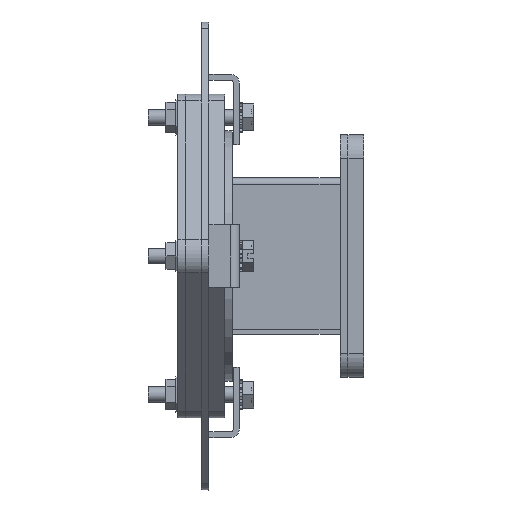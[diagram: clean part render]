
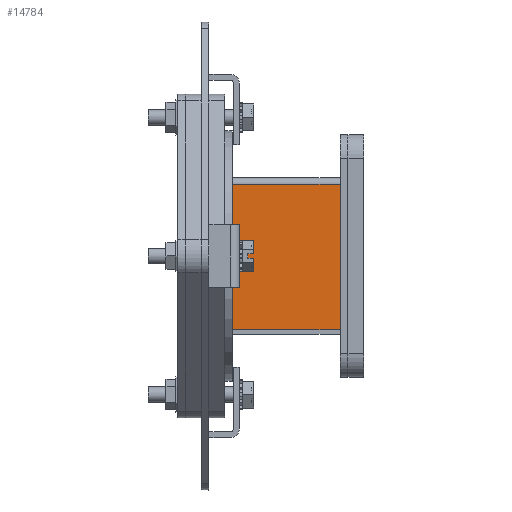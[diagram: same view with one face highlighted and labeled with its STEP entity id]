
A CAD part, left-side view. The second image highlights one B-rep face of the part: STEP entity #14784.
In plain terms, the highlighted planar face has unit normal (-1, 0, 0).
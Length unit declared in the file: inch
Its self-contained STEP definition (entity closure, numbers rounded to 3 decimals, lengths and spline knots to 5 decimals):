
#311 = VERTEX_POINT ( 'NONE', #4923 ) ;
#1594 = CARTESIAN_POINT ( 'NONE',  ( -1.25, -0.859, 1.25 ) ) ;
#1729 = VECTOR ( 'NONE', #8862, 39.37008 ) ;
#1879 = VERTEX_POINT ( 'NONE', #9235 ) ;
#2219 = ORIENTED_EDGE ( 'NONE', *, *, #18700, .F. ) ;
#2952 = VECTOR ( 'NONE', #4202, 39.37008 ) ;
#4202 = DIRECTION ( 'NONE',  ( 0., 0., -1. ) ) ;
#4308 = LINE ( 'NONE', #10737, #2952 ) ;
#4923 = CARTESIAN_POINT ( 'NONE',  ( -1.25, 0.859, -1.177 ) ) ;
#4959 = DIRECTION ( 'NONE',  ( 0., -1., 0. ) ) ;
#5165 = DIRECTION ( 'NONE',  ( 1., 0., 0. ) ) ;
#5294 = ORIENTED_EDGE ( 'NONE', *, *, #10375, .T. ) ;
#5327 = ORIENTED_EDGE ( 'NONE', *, *, #18543, .F. ) ;
#6624 = AXIS2_PLACEMENT_3D ( 'NONE', #13041, #5165, #17833 ) ;
#6720 = FACE_OUTER_BOUND ( 'NONE', #13107, .T. ) ;
#7379 = VERTEX_POINT ( 'NONE', #9960 ) ;
#8862 = DIRECTION ( 'NONE',  ( 0., 1., 0. ) ) ;
#9235 = CARTESIAN_POINT ( 'NONE',  ( -1.25, -0.859, 1.142 ) ) ;
#9960 = CARTESIAN_POINT ( 'NONE',  ( -1.25, 0.859, 1.142 ) ) ;
#10375 = EDGE_CURVE ( 'NONE', #7379, #311, #4308, .T. ) ;
#10693 = VECTOR ( 'NONE', #11045, 39.37008 ) ;
#10737 = CARTESIAN_POINT ( 'NONE',  ( -1.25, 0.859, -1.25 ) ) ;
#11045 = DIRECTION ( 'NONE',  ( 0., 0., -1. ) ) ;
#11139 = LINE ( 'NONE', #1594, #10693 ) ;
#11480 = LINE ( 'NONE', #19079, #20388 ) ;
#12082 = CARTESIAN_POINT ( 'NONE',  ( -1.25, -0.859, -1.177 ) ) ;
#12931 = EDGE_CURVE ( 'NONE', #7379, #1879, #11480, .T. ) ;
#13041 = CARTESIAN_POINT ( 'NONE',  ( -1.25, -0.859, 1.25 ) ) ;
#13107 = EDGE_LOOP ( 'NONE', ( #5327, #2219, #17757, #5294 ) ) ;
#13841 = LINE ( 'NONE', #12082, #1729 ) ;
#14784 = ADVANCED_FACE ( 'NONE', ( #6720 ), #19382, .F. ) ;
#14882 = VERTEX_POINT ( 'NONE', #20489 ) ;
#17757 = ORIENTED_EDGE ( 'NONE', *, *, #12931, .F. ) ;
#17833 = DIRECTION ( 'NONE',  ( 0., 0., -1. ) ) ;
#18543 = EDGE_CURVE ( 'NONE', #14882, #311, #13841, .T. ) ;
#18700 = EDGE_CURVE ( 'NONE', #1879, #14882, #11139, .T. ) ;
#19079 = CARTESIAN_POINT ( 'NONE',  ( -1.25, -0.859, 1.142 ) ) ;
#19382 = PLANE ( 'NONE',  #6624 ) ;
#20388 = VECTOR ( 'NONE', #4959, 39.37008 ) ;
#20489 = CARTESIAN_POINT ( 'NONE',  ( -1.25, -0.859, -1.177 ) ) ;
